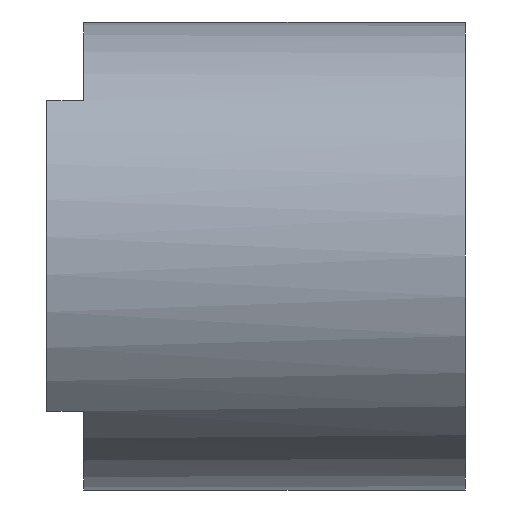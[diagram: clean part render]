
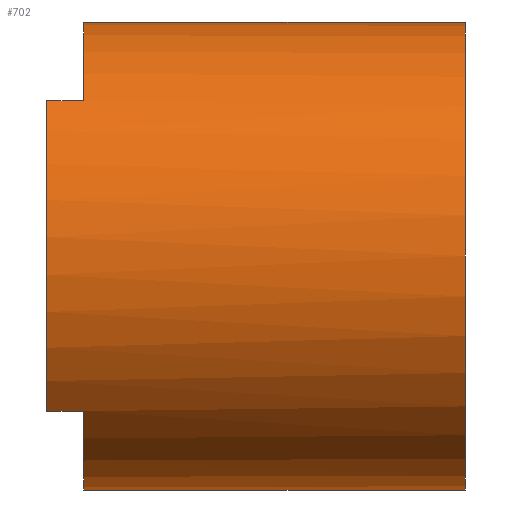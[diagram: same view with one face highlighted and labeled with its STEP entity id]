
A CAD part, left-side view. The second image highlights one B-rep face of the part: STEP entity #702.
In plain terms, the highlighted cylindrical face has radius 9.5 mm (diameter 19 mm), a partial arc.
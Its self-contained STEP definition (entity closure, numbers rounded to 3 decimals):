
#234 = AXIS2_PLACEMENT_3D ( 'NONE', #4436, #4044, #4042 ) ;
#460 = DIRECTION ( 'NONE',  ( 0., 0., 1. ) ) ;
#515 = DIRECTION ( 'NONE',  ( 0., 1., 0. ) ) ;
#657 = CARTESIAN_POINT ( 'NONE',  ( -24.5, 15.5, 0. ) ) ;
#668 = AXIS2_PLACEMENT_3D ( 'NONE', #5228, #5180, #4997 ) ;
#702 = ADVANCED_FACE ( 'NONE', ( #1285 ), #1187, .T. ) ;
#829 = CIRCLE ( 'NONE', #234, 9.5 ) ;
#901 = CARTESIAN_POINT ( 'NONE',  ( -31.611, 15.5, -6.3 ) ) ;
#1182 = ORIENTED_EDGE ( 'NONE', *, *, #6107, .F. ) ;
#1187 = CYLINDRICAL_SURFACE ( 'NONE', #5843, 9.5 ) ;
#1269 = DIRECTION ( 'NONE',  ( 0., -1., 0. ) ) ;
#1285 = FACE_OUTER_BOUND ( 'NONE', #5404, .T. ) ;
#1431 = CARTESIAN_POINT ( 'NONE',  ( -24.5, 17., 9.5 ) ) ;
#1509 = VECTOR ( 'NONE', #3702, 1000. ) ;
#1697 = VERTEX_POINT ( 'NONE', #4422 ) ;
#1713 = ORIENTED_EDGE ( 'NONE', *, *, #6157, .T. ) ;
#1730 = AXIS2_PLACEMENT_3D ( 'NONE', #2438, #2369, #2328 ) ;
#1990 = DIRECTION ( 'NONE',  ( 0., -1., 0. ) ) ;
#2328 = DIRECTION ( 'NONE',  ( 0., 0., 1. ) ) ;
#2335 = CARTESIAN_POINT ( 'NONE',  ( -24.5, 15.5, -9.5 ) ) ;
#2369 = DIRECTION ( 'NONE',  ( 0., 1., 0. ) ) ;
#2371 = ORIENTED_EDGE ( 'NONE', *, *, #6227, .T. ) ;
#2438 = CARTESIAN_POINT ( 'NONE',  ( -24.5, 17., 0. ) ) ;
#2738 = CARTESIAN_POINT ( 'NONE',  ( -31.611, 17., -6.3 ) ) ;
#2825 = VECTOR ( 'NONE', #1269, 1000. ) ;
#2870 = ORIENTED_EDGE ( 'NONE', *, *, #6263, .F. ) ;
#3405 = LINE ( 'NONE', #1431, #2825 ) ;
#3668 = ORIENTED_EDGE ( 'NONE', *, *, #5953, .T. ) ;
#3702 = DIRECTION ( 'NONE',  ( 0., 1., 0. ) ) ;
#3712 = CARTESIAN_POINT ( 'NONE',  ( -31.611, 17., 6.3 ) ) ;
#3913 = DIRECTION ( 'NONE',  ( 0., 0., -1. ) ) ;
#3939 = ORIENTED_EDGE ( 'NONE', *, *, #5645, .T. ) ;
#4042 = DIRECTION ( 'NONE',  ( 0., 0., 1. ) ) ;
#4044 = DIRECTION ( 'NONE',  ( 0., 1., 0. ) ) ;
#4337 = ORIENTED_EDGE ( 'NONE', *, *, #5810, .F. ) ;
#4422 = CARTESIAN_POINT ( 'NONE',  ( -31.611, 17., -6.3 ) ) ;
#4436 = CARTESIAN_POINT ( 'NONE',  ( -24.5, 0., 0. ) ) ;
#4478 = VERTEX_POINT ( 'NONE', #7159 ) ;
#4997 = DIRECTION ( 'NONE',  ( 0., 0., 1. ) ) ;
#5021 = CARTESIAN_POINT ( 'NONE',  ( -31.611, 15.5, 6.3 ) ) ;
#5040 = DIRECTION ( 'NONE',  ( 0., -1., 0. ) ) ;
#5065 = VERTEX_POINT ( 'NONE', #5673 ) ;
#5089 = AXIS2_PLACEMENT_3D ( 'NONE', #657, #515, #460 ) ;
#5130 = CARTESIAN_POINT ( 'NONE',  ( -24.5, 0., -9.5 ) ) ;
#5180 = DIRECTION ( 'NONE',  ( 0., 1., 0. ) ) ;
#5228 = CARTESIAN_POINT ( 'NONE',  ( -24.5, 15.5, 0. ) ) ;
#5234 = CARTESIAN_POINT ( 'NONE',  ( -24.5, 17., -9.5 ) ) ;
#5404 = EDGE_LOOP ( 'NONE', ( #1182, #1713, #5845, #2371, #2870, #3668, #3939, #4337 ) ) ;
#5429 = VERTEX_POINT ( 'NONE', #5130 ) ;
#5645 = EDGE_CURVE ( 'NONE', #5429, #4478, #829, .T. ) ;
#5673 = CARTESIAN_POINT ( 'NONE',  ( -24.5, 15.5, 9.5 ) ) ;
#5810 = EDGE_CURVE ( 'NONE', #5065, #4478, #3405, .T. ) ;
#5843 = AXIS2_PLACEMENT_3D ( 'NONE', #6966, #6297, #3913 ) ;
#5845 = ORIENTED_EDGE ( 'NONE', *, *, #6217, .F. ) ;
#5893 = CARTESIAN_POINT ( 'NONE',  ( -31.611, 17., 6.3 ) ) ;
#5953 = EDGE_CURVE ( 'NONE', #7064, #5429, #6166, .T. ) ;
#5981 = VERTEX_POINT ( 'NONE', #5021 ) ;
#6107 = EDGE_CURVE ( 'NONE', #5981, #5065, #7991, .T. ) ;
#6157 = EDGE_CURVE ( 'NONE', #5981, #6360, #7901, .T. ) ;
#6166 = LINE ( 'NONE', #5234, #7311 ) ;
#6217 = EDGE_CURVE ( 'NONE', #1697, #6360, #7890, .T. ) ;
#6227 = EDGE_CURVE ( 'NONE', #1697, #6688, #7963, .T. ) ;
#6263 = EDGE_CURVE ( 'NONE', #7064, #6688, #7296, .T. ) ;
#6297 = DIRECTION ( 'NONE',  ( 0., -1., 0. ) ) ;
#6360 = VERTEX_POINT ( 'NONE', #5893 ) ;
#6688 = VERTEX_POINT ( 'NONE', #901 ) ;
#6966 = CARTESIAN_POINT ( 'NONE',  ( -24.5, 17., 0. ) ) ;
#7064 = VERTEX_POINT ( 'NONE', #2335 ) ;
#7159 = CARTESIAN_POINT ( 'NONE',  ( -24.5, 0., 9.5 ) ) ;
#7296 = CIRCLE ( 'NONE', #5089, 9.5 ) ;
#7311 = VECTOR ( 'NONE', #5040, 1000. ) ;
#7797 = VECTOR ( 'NONE', #1990, 1000. ) ;
#7890 = CIRCLE ( 'NONE', #1730, 9.5 ) ;
#7901 = LINE ( 'NONE', #3712, #1509 ) ;
#7963 = LINE ( 'NONE', #2738, #7797 ) ;
#7991 = CIRCLE ( 'NONE', #668, 9.5 ) ;
